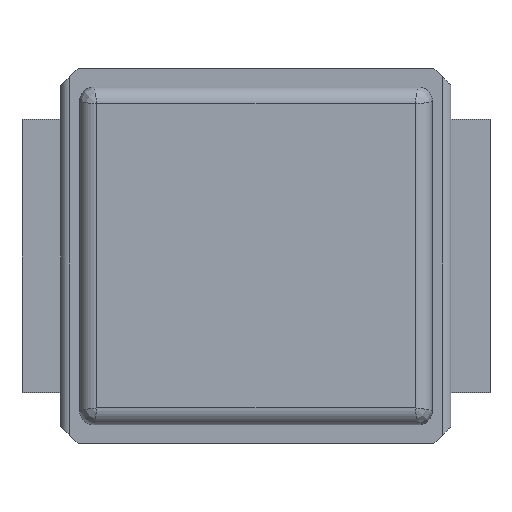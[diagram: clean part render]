
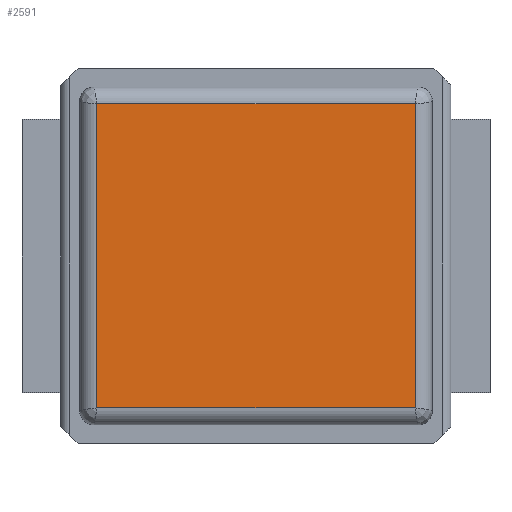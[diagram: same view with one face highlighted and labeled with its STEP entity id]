
A CAD part, top view. The second image highlights one B-rep face of the part: STEP entity #2591.
In plain terms, the highlighted planar face has unit normal (0, 0, 1).
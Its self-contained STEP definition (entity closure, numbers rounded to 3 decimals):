
#2178 = VERTEX_POINT('',#2179);
#2179 = CARTESIAN_POINT('',(-1.634,1.559,0.565));
#2263 = VERTEX_POINT('',#2264);
#2264 = CARTESIAN_POINT('',(-1.634,-1.559,0.565));
#2273 = EDGE_CURVE('',#2178,#2263,#2274,.T.);
#2274 = LINE('',#2275,#2276);
#2275 = CARTESIAN_POINT('',(-1.634,1.587,0.565));
#2276 = VECTOR('',#2277,1.);
#2277 = DIRECTION('',(-0.,-1.,-0.));
#2363 = VERTEX_POINT('',#2364);
#2364 = CARTESIAN_POINT('',(1.634,-1.559,0.565));
#2373 = EDGE_CURVE('',#2263,#2363,#2374,.T.);
#2374 = LINE('',#2375,#2376);
#2375 = CARTESIAN_POINT('',(-1.662,-1.559,0.565));
#2376 = VECTOR('',#2377,1.);
#2377 = DIRECTION('',(1.,0.,0.));
#2461 = VERTEX_POINT('',#2462);
#2462 = CARTESIAN_POINT('',(1.634,1.559,0.565));
#2471 = EDGE_CURVE('',#2363,#2461,#2472,.T.);
#2472 = LINE('',#2473,#2474);
#2473 = CARTESIAN_POINT('',(1.634,-1.587,0.565));
#2474 = VECTOR('',#2475,1.);
#2475 = DIRECTION('',(0.,1.,0.));
#2569 = EDGE_CURVE('',#2461,#2178,#2570,.T.);
#2570 = LINE('',#2571,#2572);
#2571 = CARTESIAN_POINT('',(1.662,1.559,0.565));
#2572 = VECTOR('',#2573,1.);
#2573 = DIRECTION('',(-1.,-0.,-0.));
#2591 = ADVANCED_FACE('',(#2592),#2598,.T.);
#2592 = FACE_BOUND('',#2593,.T.);
#2593 = EDGE_LOOP('',(#2594,#2595,#2596,#2597));
#2594 = ORIENTED_EDGE('',*,*,#2471,.T.);
#2595 = ORIENTED_EDGE('',*,*,#2569,.T.);
#2596 = ORIENTED_EDGE('',*,*,#2273,.T.);
#2597 = ORIENTED_EDGE('',*,*,#2373,.T.);
#2598 = PLANE('',#2599);
#2599 = AXIS2_PLACEMENT_3D('',#2600,#2601,#2602);
#2600 = CARTESIAN_POINT('',(-1.808,-1.733,0.565));
#2601 = DIRECTION('',(0.,0.,1.));
#2602 = DIRECTION('',(1.,0.,0.));
